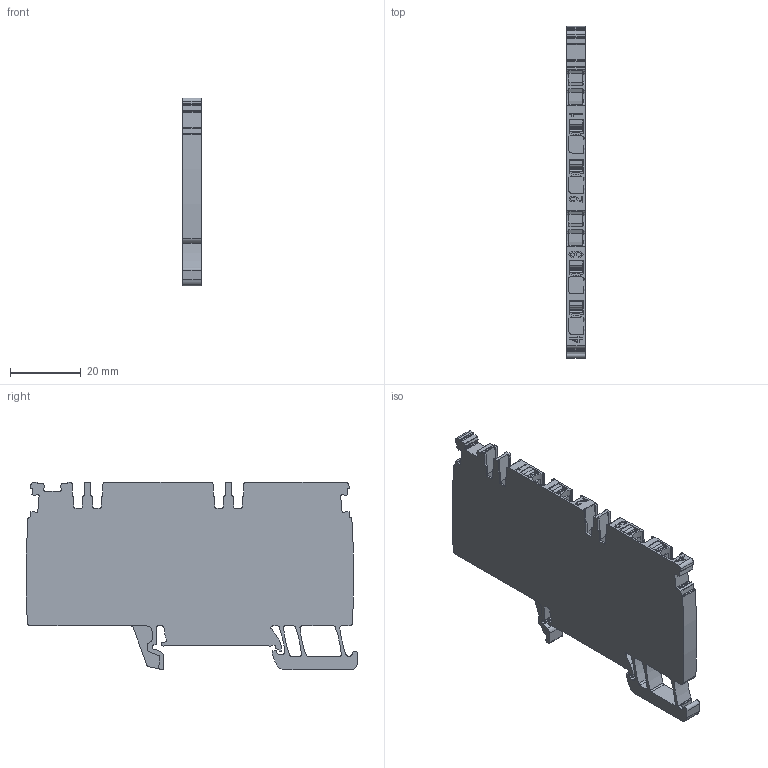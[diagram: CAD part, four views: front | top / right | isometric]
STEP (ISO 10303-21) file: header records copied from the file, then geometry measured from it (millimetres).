
FILE_DESCRIPTION(('CATIA V5R24 STEP','CAx-IF Rec.Pracs.--- Model Styling and Organization---1.2---2011-12-15'),'2;1');
FILE_NAME ('8241683_2', '2017-06-20T08:42:20+00:00', ('Weidmueller Interface'), ('Weidmueller'), 'CATIA Version 5-6 Release 2014 SP4 HF52', 'CATIA V5 STEP AP214', 'none');
FILE_SCHEMA(('AUTOMOTIVE_DESIGN { 1 0 10303 214 1 1 1 1 }'));
Length unit declared in the file: millimetre
Products named in the file (1): 1988230000_AAP14_2-5_LI-LI
Bounding box: 5.1 x 93.85 x 53.13 mm (x, y, z)
Volume: 18866.2 mm3; surface area: 11712.4 mm2
Topology: 5 solids, 5 shells, 713 faces, 2093 edges, 1401 vertices
Faces by surface type: plane 406, cylinder 265, extrusion 42
Entity records: 24497 total; most frequent: CARTESIAN_POINT 5394, ORIENTED_EDGE 4186, DIRECTION 3151, EDGE_CURVE 2093, VECTOR 1494, LINE 1452, VERTEX_POINT 1401, AXIS2_PLACEMENT_3D 1087
